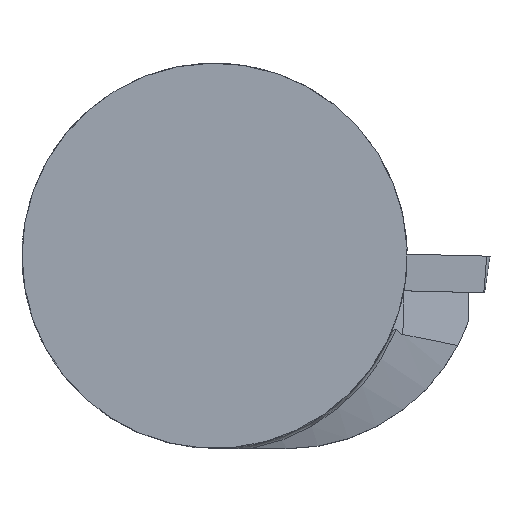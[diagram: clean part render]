
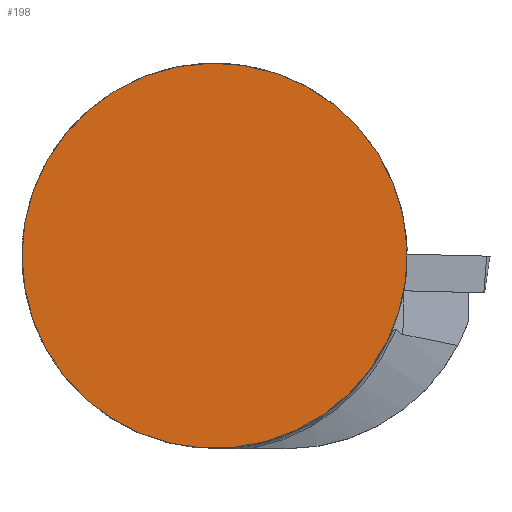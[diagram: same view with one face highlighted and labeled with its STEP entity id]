
A CAD part, top view. The second image highlights one B-rep face of the part: STEP entity #198.
In plain terms, the highlighted planar face has unit normal (0, 0, 1).
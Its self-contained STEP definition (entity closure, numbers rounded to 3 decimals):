
#154=PLANE('',#1445);
#198=ADVANCED_FACE('',(#289),#154,.F.);
#289=FACE_OUTER_BOUND('',#351,.T.);
#351=EDGE_LOOP('',(#781));
#781=ORIENTED_EDGE('',*,*,#1123,.F.);
#998=VERTEX_POINT('',#2035);
#1123=EDGE_CURVE('',#998,#998,#1273,.T.);
#1273=CIRCLE('',#1403,12.5);
#1403=AXIS2_PLACEMENT_3D('',#2034,#1584,#1585);
#1445=AXIS2_PLACEMENT_3D('',#2339,#1708,#1709);
#1584=DIRECTION('',(0.,0.,-1.));
#1585=DIRECTION('',(-1.,0.,0.));
#1708=DIRECTION('',(0.,0.,-1.));
#1709=DIRECTION('',(-1.,0.,0.));
#2034=CARTESIAN_POINT('',(0.,0.,0.271));
#2035=CARTESIAN_POINT('',(-12.5,0.,0.271));
#2339=CARTESIAN_POINT('',(12.5,0.,0.271));
